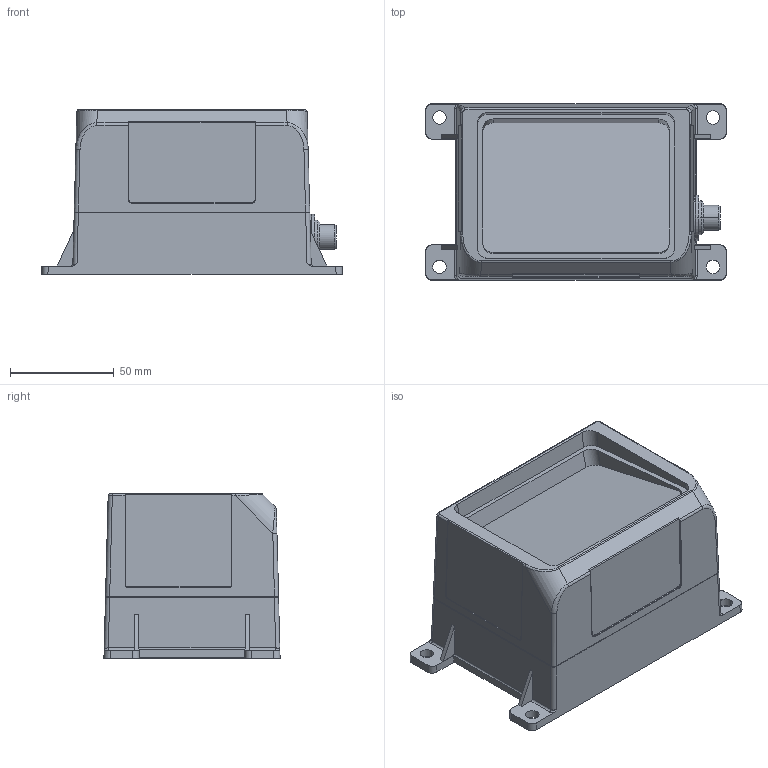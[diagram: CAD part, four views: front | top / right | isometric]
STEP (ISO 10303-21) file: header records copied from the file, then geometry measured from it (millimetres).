
FILE_DESCRIPTION((''),'2;1');
FILE_NAME('FR_85_2_ASM','2011-05-02T',('agebhardt'),(''),'PRO/ENGINEER BY PARAMETRIC TECHNOLOGY CORPORATION, 2007250','PRO/ENGINEER BY PARAMETRIC TECHNOLOGY CORPORATION, 2007250','');
FILE_SCHEMA(('CONFIG_CONTROL_DESIGN'));
Length unit declared in the file: millimetre
Products named in the file (6): 713; 712; 711; 710; ZEICHNUNG2_NONE_ASM; FR_85_2_ASM
Assembly tree (5 placements, depth 3):
  FR_85_2_ASM
    ZEICHNUNG2_NONE_ASM
      713
      712
      711
      710
Bounding box: 145 x 85 x 79.4 mm (x, y, z)
Volume: 494118.4 mm3; surface area: 91848.2 mm2
Topology: 4 solids, 4 shells, 279 faces, 907 edges, 650 vertices
Faces by surface type: cylinder 131, plane 110, bspline 16, cone 16, torus 6
Entity records: 12055 total; most frequent: CARTESIAN_POINT 3717, ORIENTED_EDGE 1814, DIRECTION 1671, EDGE_CURVE 907, VERTEX_POINT 650, AXIS2_PLACEMENT_3D 635, VECTOR 401, LINE 401
